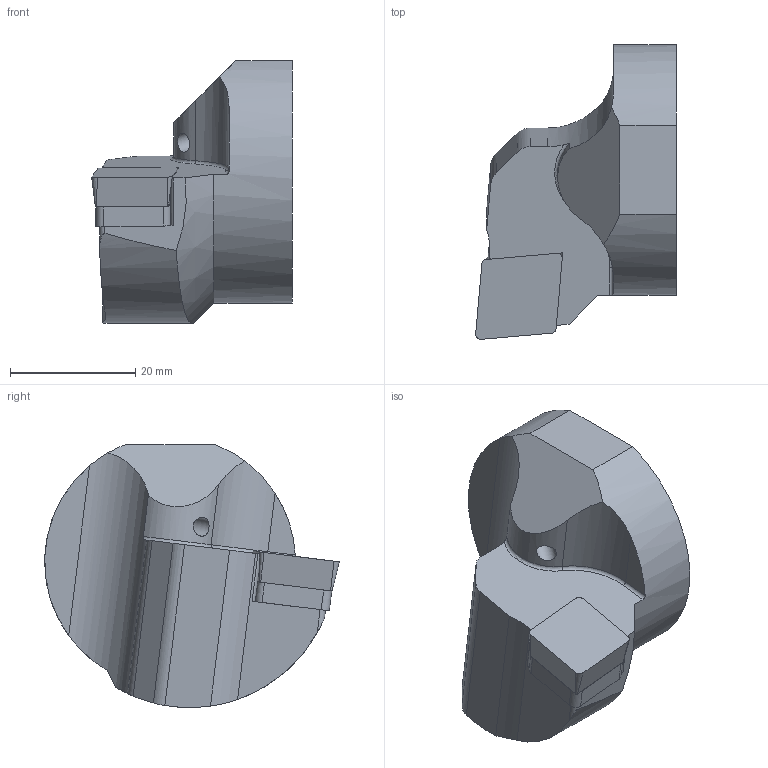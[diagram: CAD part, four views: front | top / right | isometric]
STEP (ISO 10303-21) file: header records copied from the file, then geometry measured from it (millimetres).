
FILE_DESCRIPTION(/* description */ (''),/* implementation_level */ '2;1');
FILE_NAME(/* name */ 'ATTC-A40-SCLCR-12.stp',/* time_stamp */ '2023-11-21T14:37:07+03:00',/* author */ (''),/* organization */ (''),/* preprocessor_version */ 'ST-DEVELOPER v19.4',/* originating_system */ 'SIEMENS PLM Software NX2306.3001',/* authorisation */ '');
FILE_SCHEMA (('AUTOMOTIVE_DESIGN { 1 0 10303 214 3 1 1 1 }'));
Length unit declared in the file: millimetre
Products named in the file (1): model1
Bounding box: 32 x 47 x 41.93 mm (x, y, z)
Volume: 26201.3 mm3; surface area: 6533.2 mm2
Topology: 2 solids, 2 shells, 58 faces, 151 edges, 98 vertices
Faces by surface type: plane 31, cylinder 18, cone 6, torus 3
Full cylindrical faces by diameter (mm): 3 x1, 5.5 x1
Entity records: 2145 total; most frequent: CARTESIAN_POINT 452, DIRECTION 300, ORIENTED_EDGE 290, EDGE_CURVE 145, AXIS2_PLACEMENT_3D 111, VERTEX_POINT 97, LINE 78, VECTOR 78
